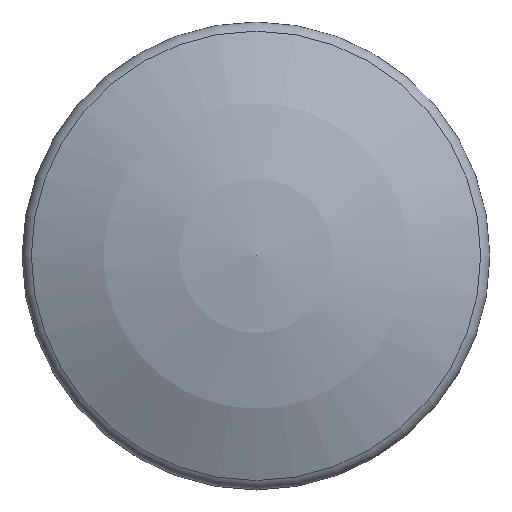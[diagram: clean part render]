
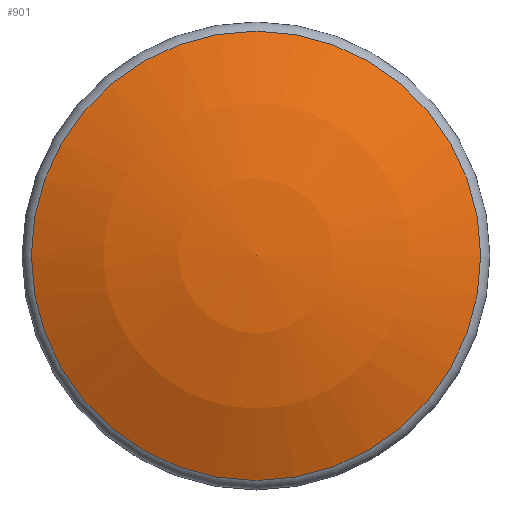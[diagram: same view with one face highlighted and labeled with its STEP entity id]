
A CAD part, top view. The second image highlights one B-rep face of the part: STEP entity #901.
In plain terms, the highlighted spherical face has radius 11.017 mm.
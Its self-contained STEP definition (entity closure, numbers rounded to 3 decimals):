
#861=CARTESIAN_POINT('',(0.,-4.803,7.399));
#862=VERTEX_POINT('',#861);
#863=CARTESIAN_POINT('',(0.0,0.0,7.399));
#864=DIRECTION('',(0.0,0.0,-1.0));
#865=DIRECTION('',(0.0,1.0,0.0));
#866=AXIS2_PLACEMENT_3D('',#863,#864,#865);
#867=CIRCLE('',#866,4.803);
#868=EDGE_CURVE('',#862,#862,#867,.T.);
#893=CARTESIAN_POINT('',(0.0,0.0,-2.516));
#894=DIRECTION('',(0.0,0.0,1.0));
#895=DIRECTION('',(1.0,0.0,0.0));
#896=AXIS2_PLACEMENT_3D('',#893,#894,#895);
#897=SPHERICAL_SURFACE('',#896,11.017);
#898=ORIENTED_EDGE('',*,*,#868,.F.);
#899=EDGE_LOOP('',(#898));
#900=FACE_OUTER_BOUND('',#899,.T.);
#901=ADVANCED_FACE('',(#900),#897,.T.);
